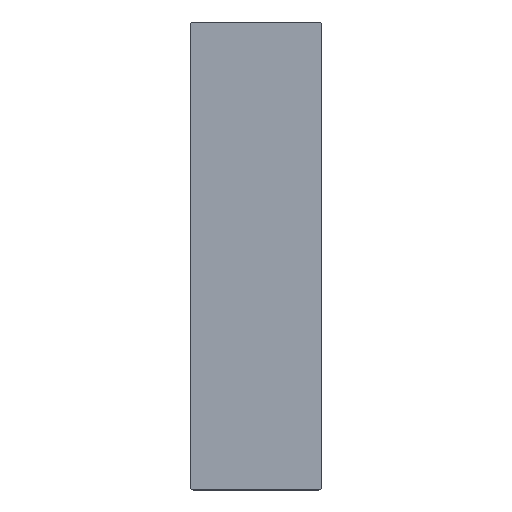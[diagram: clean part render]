
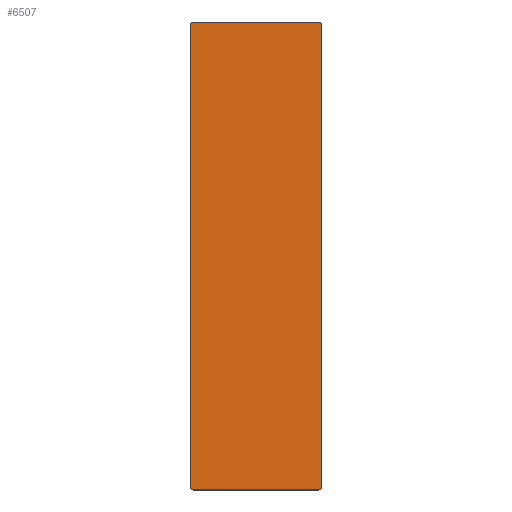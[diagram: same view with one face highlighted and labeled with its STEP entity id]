
A CAD part, top view. The second image highlights one B-rep face of the part: STEP entity #6507.
In plain terms, the highlighted planar face has unit normal (0, 0, 1).
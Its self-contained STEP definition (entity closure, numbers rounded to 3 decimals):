
#14 = CARTESIAN_POINT ( 'NONE',  ( 0., 0., 1.5 ) ) ;
#60 = DIRECTION ( 'NONE',  ( 0., -1., 0. ) ) ;
#262 = VERTEX_POINT ( 'NONE', #9515 ) ;
#383 = ORIENTED_EDGE ( 'NONE', *, *, #2357, .T. ) ;
#542 = CARTESIAN_POINT ( 'NONE',  ( -23.25, -81.3, 1.5 ) ) ;
#606 = VECTOR ( 'NONE', #60, 1000. ) ;
#705 = CARTESIAN_POINT ( 'NONE',  ( -22.05, -81.3, 1.5 ) ) ;
#767 = DIRECTION ( 'NONE',  ( 1., 0., 0. ) ) ;
#770 = CARTESIAN_POINT ( 'NONE',  ( -22.05, 82.5, 1.5 ) ) ;
#1119 = CIRCLE ( 'NONE', #11662, 1.2 ) ;
#1398 = ORIENTED_EDGE ( 'NONE', *, *, #5968, .T. ) ;
#2118 = CARTESIAN_POINT ( 'NONE',  ( 22.05, -81.3, 1.5 ) ) ;
#2143 = ORIENTED_EDGE ( 'NONE', *, *, #2242, .T. ) ;
#2242 = EDGE_CURVE ( 'NONE', #8840, #2855, #1119, .T. ) ;
#2357 = EDGE_CURVE ( 'NONE', #9444, #262, #12748, .T. ) ;
#2704 = VERTEX_POINT ( 'NONE', #4138 ) ;
#2855 = VERTEX_POINT ( 'NONE', #9372 ) ;
#2877 = DIRECTION ( 'NONE',  ( 1., 0., 0. ) ) ;
#3149 = DIRECTION ( 'NONE',  ( 1., 0., 0. ) ) ;
#3244 = EDGE_CURVE ( 'NONE', #2855, #6385, #13385, .T. ) ;
#3570 = AXIS2_PLACEMENT_3D ( 'NONE', #705, #5886, #2877 ) ;
#3591 = CARTESIAN_POINT ( 'NONE',  ( -23.25, -82.5, 1.5 ) ) ;
#3640 = ORIENTED_EDGE ( 'NONE', *, *, #10056, .T. ) ;
#3752 = VERTEX_POINT ( 'NONE', #6141 ) ;
#4138 = CARTESIAN_POINT ( 'NONE',  ( 23.25, 81.3, 1.5 ) ) ;
#4280 = CIRCLE ( 'NONE', #3570, 1.2 ) ;
#4464 = VECTOR ( 'NONE', #5821, 1000. ) ;
#4735 = CARTESIAN_POINT ( 'NONE',  ( -23.25, 82.5, 1.5 ) ) ;
#4751 = CARTESIAN_POINT ( 'NONE',  ( 22.05, 81.3, 1.5 ) ) ;
#4801 = AXIS2_PLACEMENT_3D ( 'NONE', #4751, #11940, #8807 ) ;
#5032 = CARTESIAN_POINT ( 'NONE',  ( -23.25, 82.5, 1.5 ) ) ;
#5255 = DIRECTION ( 'NONE',  ( 1., 0., 0. ) ) ;
#5270 = CARTESIAN_POINT ( 'NONE',  ( 22.05, -82.5, 1.5 ) ) ;
#5278 = ORIENTED_EDGE ( 'NONE', *, *, #6497, .F. ) ;
#5606 = ORIENTED_EDGE ( 'NONE', *, *, #8849, .F. ) ;
#5821 = DIRECTION ( 'NONE',  ( 1., 0., 0. ) ) ;
#5886 = DIRECTION ( 'NONE',  ( 0., 0., 1. ) ) ;
#5941 = CARTESIAN_POINT ( 'NONE',  ( 23.25, 82.5, 1.5 ) ) ;
#5968 = EDGE_CURVE ( 'NONE', #11111, #9444, #11923, .T. ) ;
#6034 = CARTESIAN_POINT ( 'NONE',  ( -22.05, 81.3, 1.5 ) ) ;
#6115 = FACE_OUTER_BOUND ( 'NONE', #6272, .T. ) ;
#6141 = CARTESIAN_POINT ( 'NONE',  ( 22.05, 82.5, 1.5 ) ) ;
#6272 = EDGE_LOOP ( 'NONE', ( #5606, #2143, #8168, #3640, #1398, #383, #5278, #8962 ) ) ;
#6284 = PLANE ( 'NONE',  #8761 ) ;
#6385 = VERTEX_POINT ( 'NONE', #542 ) ;
#6497 = EDGE_CURVE ( 'NONE', #2704, #262, #11910, .T. ) ;
#6507 = ADVANCED_FACE ( 'NONE', ( #6115 ), #6284, .T. ) ;
#7016 = DIRECTION ( 'NONE',  ( 0., 0., 1. ) ) ;
#7097 = VECTOR ( 'NONE', #12019, 1000. ) ;
#7999 = DIRECTION ( 'NONE',  ( 0., -1., 0. ) ) ;
#8168 = ORIENTED_EDGE ( 'NONE', *, *, #3244, .T. ) ;
#8303 = DIRECTION ( 'NONE',  ( 0., 0., 1. ) ) ;
#8477 = EDGE_CURVE ( 'NONE', #2704, #3752, #12692, .T. ) ;
#8761 = AXIS2_PLACEMENT_3D ( 'NONE', #14, #8303, #3149 ) ;
#8807 = DIRECTION ( 'NONE',  ( 1., 0., 0. ) ) ;
#8840 = VERTEX_POINT ( 'NONE', #770 ) ;
#8849 = EDGE_CURVE ( 'NONE', #8840, #3752, #9978, .T. ) ;
#8962 = ORIENTED_EDGE ( 'NONE', *, *, #8477, .T. ) ;
#9224 = VECTOR ( 'NONE', #7999, 1000. ) ;
#9372 = CARTESIAN_POINT ( 'NONE',  ( -23.25, 81.3, 1.5 ) ) ;
#9399 = DIRECTION ( 'NONE',  ( 0., 0., 1. ) ) ;
#9444 = VERTEX_POINT ( 'NONE', #5270 ) ;
#9515 = CARTESIAN_POINT ( 'NONE',  ( 23.25, -81.3, 1.5 ) ) ;
#9591 = CARTESIAN_POINT ( 'NONE',  ( -22.05, -82.5, 1.5 ) ) ;
#9978 = LINE ( 'NONE', #4735, #4464 ) ;
#10056 = EDGE_CURVE ( 'NONE', #6385, #11111, #4280, .T. ) ;
#11111 = VERTEX_POINT ( 'NONE', #9591 ) ;
#11402 = AXIS2_PLACEMENT_3D ( 'NONE', #2118, #9399, #5255 ) ;
#11662 = AXIS2_PLACEMENT_3D ( 'NONE', #6034, #7016, #767 ) ;
#11910 = LINE ( 'NONE', #5941, #606 ) ;
#11923 = LINE ( 'NONE', #3591, #7097 ) ;
#11940 = DIRECTION ( 'NONE',  ( 0., 0., 1. ) ) ;
#12019 = DIRECTION ( 'NONE',  ( 1., 0., 0. ) ) ;
#12692 = CIRCLE ( 'NONE', #4801, 1.2 ) ;
#12748 = CIRCLE ( 'NONE', #11402, 1.2 ) ;
#13385 = LINE ( 'NONE', #5032, #9224 ) ;
